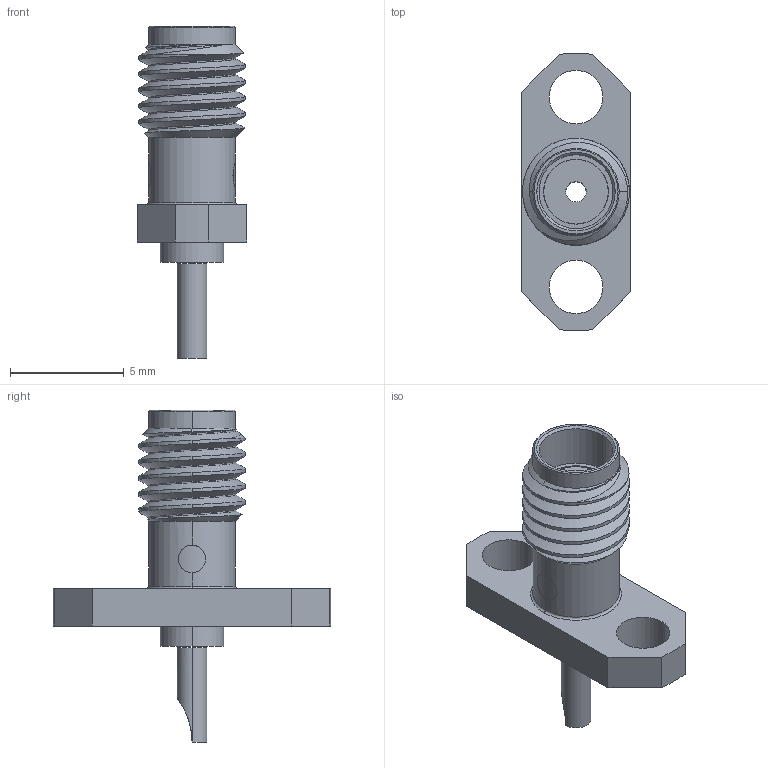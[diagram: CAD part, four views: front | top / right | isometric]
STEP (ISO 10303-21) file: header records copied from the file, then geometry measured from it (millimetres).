
FILE_DESCRIPTION (( 'STEP AP214' ), '1' );
FILE_NAME ('36-368-D3.STEP', '2024-09-06T08:56:04', ( '' ), ( '' ), 'SwSTEP 2.0', 'SolidWorks 2024', '' );
FILE_SCHEMA (( 'AUTOMOTIVE_DESIGN' ));
Length unit declared in the file: millimetre
Products named in the file (1): 36-368-D3
Bounding box: 4.8 x 12.19 x 14.6 mm (x, y, z)
Surface area: 418.6 mm2 (no closed solid volume)
Topology: 0 solids, 6 shells, 62 faces, 166 edges, 108 vertices
Faces by surface type: cylinder 34, plane 13, cone 10, bspline 3, torus 2
Entity records: 2974 total; most frequent: CARTESIAN_POINT 1486, ORIENTED_EDGE 308, DIRECTION 296, EDGE_CURVE 166, AXIS2_PLACEMENT_3D 116, VERTEX_POINT 108, EDGE_LOOP 72, LINE 64
